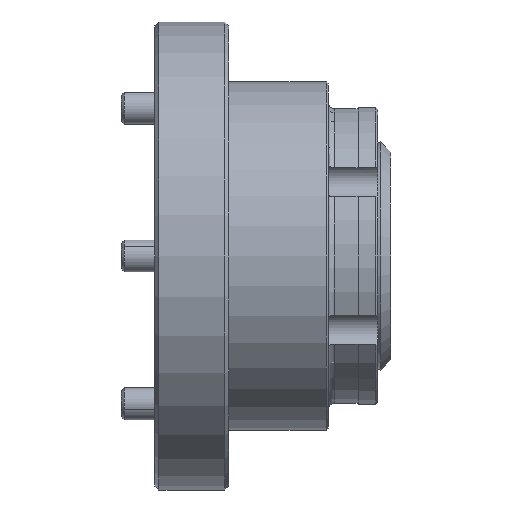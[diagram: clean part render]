
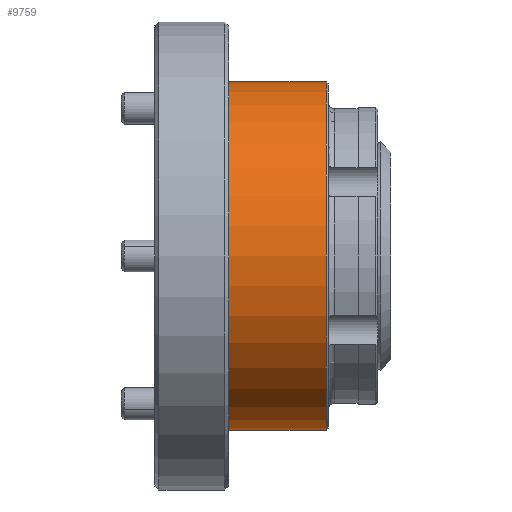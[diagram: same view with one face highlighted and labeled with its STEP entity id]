
A CAD part, front view. The second image highlights one B-rep face of the part: STEP entity #9759.
In plain terms, the highlighted cylindrical face has radius 87.5 mm (diameter 175 mm), a partial arc.
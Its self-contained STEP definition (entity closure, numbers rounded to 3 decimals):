
#150 = CARTESIAN_POINT ( 'NONE',  ( 203.534, 0., 0. ) ) ;
#333 = AXIS2_PLACEMENT_3D ( 'NONE', #150, #1650, #5589 ) ;
#502 = DIRECTION ( 'NONE',  ( 1., 0., 0. ) ) ;
#713 = DIRECTION ( 'NONE',  ( 0., 0., -1. ) ) ;
#1168 = AXIS2_PLACEMENT_3D ( 'NONE', #5070, #502, #5170 ) ;
#1346 = EDGE_LOOP ( 'NONE', ( #6905, #2750, #7400, #9922 ) ) ;
#1465 = DIRECTION ( 'NONE',  ( -1., 0., 0. ) ) ;
#1650 = DIRECTION ( 'NONE',  ( 1., 0., 0. ) ) ;
#1825 = VERTEX_POINT ( 'NONE', #2710 ) ;
#1858 = EDGE_CURVE ( 'NONE', #5343, #8112, #9851, .T. ) ;
#2265 = CIRCLE ( 'NONE', #9378, 87.5 ) ;
#2710 = CARTESIAN_POINT ( 'NONE',  ( 64., 0., -87.5 ) ) ;
#2750 = ORIENTED_EDGE ( 'NONE', *, *, #1858, .T. ) ;
#2952 = EDGE_CURVE ( 'NONE', #8112, #1825, #9841, .T. ) ;
#2962 = CARTESIAN_POINT ( 'NONE',  ( 64., 0., 0. ) ) ;
#3407 = CARTESIAN_POINT ( 'NONE',  ( 203.534, 0., 87.5 ) ) ;
#4094 = LINE ( 'NONE', #3407, #6051 ) ;
#4202 = CYLINDRICAL_SURFACE ( 'NONE', #333, 87.5 ) ;
#4901 = CARTESIAN_POINT ( 'NONE',  ( 12., 0., 87.5 ) ) ;
#5070 = CARTESIAN_POINT ( 'NONE',  ( 12., 0., 0. ) ) ;
#5170 = DIRECTION ( 'NONE',  ( 0., 0., 1. ) ) ;
#5203 = CARTESIAN_POINT ( 'NONE',  ( 12., 0., -87.5 ) ) ;
#5343 = VERTEX_POINT ( 'NONE', #4901 ) ;
#5589 = DIRECTION ( 'NONE',  ( 0., 0., -1. ) ) ;
#5874 = DIRECTION ( 'NONE',  ( 1., 0., 0. ) ) ;
#6051 = VECTOR ( 'NONE', #9678, 1000. ) ;
#6265 = FACE_OUTER_BOUND ( 'NONE', #1346, .T. ) ;
#6905 = ORIENTED_EDGE ( 'NONE', *, *, #8863, .F. ) ;
#7400 = ORIENTED_EDGE ( 'NONE', *, *, #2952, .T. ) ;
#8112 = VERTEX_POINT ( 'NONE', #5203 ) ;
#8595 = VERTEX_POINT ( 'NONE', #10012 ) ;
#8863 = EDGE_CURVE ( 'NONE', #5343, #8595, #4094, .T. ) ;
#8888 = VECTOR ( 'NONE', #5874, 1000. ) ;
#9378 = AXIS2_PLACEMENT_3D ( 'NONE', #2962, #1465, #713 ) ;
#9581 = EDGE_CURVE ( 'NONE', #1825, #8595, #2265, .T. ) ;
#9678 = DIRECTION ( 'NONE',  ( 1., 0., 0. ) ) ;
#9759 = ADVANCED_FACE ( 'NONE', ( #6265 ), #4202, .T. ) ;
#9841 = LINE ( 'NONE', #9852, #8888 ) ;
#9851 = CIRCLE ( 'NONE', #1168, 87.5 ) ;
#9852 = CARTESIAN_POINT ( 'NONE',  ( 203.534, 0., -87.5 ) ) ;
#9922 = ORIENTED_EDGE ( 'NONE', *, *, #9581, .T. ) ;
#10012 = CARTESIAN_POINT ( 'NONE',  ( 64., 0., 87.5 ) ) ;
